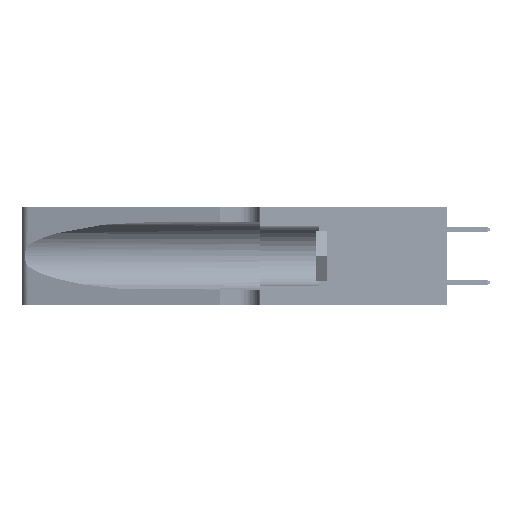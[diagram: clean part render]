
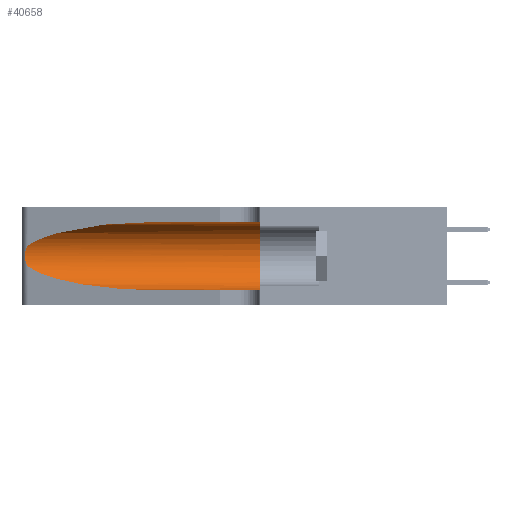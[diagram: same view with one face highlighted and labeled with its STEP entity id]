
A CAD part, left-side view. The second image highlights one B-rep face of the part: STEP entity #40658.
In plain terms, the highlighted cylindrical face has radius 3.308 mm (diameter 6.617 mm), a partial arc.
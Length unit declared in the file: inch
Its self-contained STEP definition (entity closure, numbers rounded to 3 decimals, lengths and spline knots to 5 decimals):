
#524 = DIRECTION ( 'NONE',  ( 0., 0., 1. ) ) ;
#976 = CARTESIAN_POINT ( 'NONE',  ( 0.26075, 1.23896, 0.178 ) ) ;
#3219 = CARTESIAN_POINT ( 'NONE',  ( 0.25487, 1.22718, 0.22369 ) ) ;
#3902 = EDGE_CURVE ( 'NONE', #17201, #35282, #43691, .T. ) ;
#4311 = DIRECTION ( 'NONE',  ( 0., 0., -1. ) ) ;
#5194 = CARTESIAN_POINT ( 'NONE',  ( 0.25856, 1.23593, 0.16098 ) ) ;
#6068 = DIRECTION ( 'NONE',  ( 0., -1., 0. ) ) ;
#8280 = CIRCLE ( 'NONE', #30151, 0.13025 ) ;
#8330 = DIRECTION ( 'NONE',  ( 0., -1., 0. ) ) ;
#9038 = CARTESIAN_POINT ( 'NONE',  ( 0.1305, 0.72297, 0.31525 ) ) ;
#9391 = CARTESIAN_POINT ( 'NONE',  ( 0.25639, 1.23186, 0.15144 ) ) ;
#9691 = VERTEX_POINT ( 'NONE', #28487 ) ;
#10148 = EDGE_CURVE ( 'NONE', #22469, #11996, #40938, .T. ) ;
#10476 =( BOUNDED_CURVE ( )  B_SPLINE_CURVE ( 3, ( #53715, #24539, #16259, #45518 ),
 .UNSPECIFIED., .F., .F. ) 
 B_SPLINE_CURVE_WITH_KNOTS ( ( 4, 4 ),
 ( 3.44316, 4.71239 ),
 .UNSPECIFIED. ) 
 CURVE ( )  GEOMETRIC_REPRESENTATION_ITEM ( )  RATIONAL_B_SPLINE_CURVE ( ( 1., 0.87, 0.87, 1. ) ) 
 REPRESENTATION_ITEM ( '' )  );
#10952 = VERTEX_POINT ( 'NONE', #16070 ) ;
#11996 = VERTEX_POINT ( 'NONE', #33481 ) ;
#13234 = CARTESIAN_POINT ( 'NONE',  ( 0.25487, 1.22718, 0.22369 ) ) ;
#13585 = CARTESIAN_POINT ( 'NONE',  ( 0.25487, 1.22718, 0.14631 ) ) ;
#14920 = CARTESIAN_POINT ( 'NONE',  ( 0.1305, 0.72297, 0.31525 ) ) ;
#16070 = CARTESIAN_POINT ( 'NONE',  ( 0.25487, 1.22718, 0.14631 ) ) ;
#16259 = CARTESIAN_POINT ( 'NONE',  ( 0.18966, 0.96281, 0.05475 ) ) ;
#17201 = VERTEX_POINT ( 'NONE', #14920 ) ;
#17204 = CARTESIAN_POINT ( 'NONE',  ( 0.1305, 0.72297, 0.05475 ) ) ;
#17266 = VECTOR ( 'NONE', #8330, 39.37008 ) ;
#17680 = CARTESIAN_POINT ( 'NONE',  ( 0.25639, 1.23184, 0.21858 ) ) ;
#19403 = CYLINDRICAL_SURFACE ( 'NONE', #34720, 0.13025 ) ;
#20258 = B_SPLINE_CURVE_WITH_KNOTS ( 'NONE', 3,
 ( #34345, #30136, #17680, #46907, #21916, #51111, #26118, #976, #30315, #5194, #34526, #9391, #38727, #13585 ),
 .UNSPECIFIED., .F., .F.,
 ( 4, 2, 2, 2, 2, 2, 4 ),
 ( 0., 0.00027, 0.00053, 0.00107, 0.0016, 0.00187, 0.00214 ),
 .UNSPECIFIED. ) ;
#21916 = CARTESIAN_POINT ( 'NONE',  ( 0.25854, 1.2359, 0.20912 ) ) ;
#22469 = VERTEX_POINT ( 'NONE', #17204 ) ;
#22959 = EDGE_CURVE ( 'NONE', #17201, #9691, #29730, .T. ) ;
#24539 = CARTESIAN_POINT ( 'NONE',  ( 0.2373, 1.15595, 0.08982 ) ) ;
#25258 = DIRECTION ( 'NONE',  ( 0., -1., 0. ) ) ;
#25665 = DIRECTION ( 'NONE',  ( 0., 1., 0. ) ) ;
#26118 = CARTESIAN_POINT ( 'NONE',  ( 0.26075, 1.23896, 0.19203 ) ) ;
#28487 = CARTESIAN_POINT ( 'NONE',  ( 0.1305, 0.35, 0.31525 ) ) ;
#29471 = CARTESIAN_POINT ( 'NONE',  ( 0.1305, 1.61858, 0.185 ) ) ;
#29730 = LINE ( 'NONE', #46040, #17266 ) ;
#30136 = CARTESIAN_POINT ( 'NONE',  ( 0.25555, 1.22994, 0.2215 ) ) ;
#30151 = AXIS2_PLACEMENT_3D ( 'NONE', #50677, #25665, #524 ) ;
#30315 = CARTESIAN_POINT ( 'NONE',  ( 0.26017, 1.23833, 0.17102 ) ) ;
#32837 = ORIENTED_EDGE ( 'NONE', *, *, #52303, .F. ) ;
#33481 = CARTESIAN_POINT ( 'NONE',  ( 0.1305, 0.35, 0.05475 ) ) ;
#34178 = CARTESIAN_POINT ( 'NONE',  ( 0.18966, 0.96281, 0.31525 ) ) ;
#34345 = CARTESIAN_POINT ( 'NONE',  ( 0.25487, 1.22718, 0.22369 ) ) ;
#34526 = CARTESIAN_POINT ( 'NONE',  ( 0.25789, 1.23486, 0.15765 ) ) ;
#34720 = AXIS2_PLACEMENT_3D ( 'NONE', #29471, #25258, #4311 ) ;
#35282 = VERTEX_POINT ( 'NONE', #3219 ) ;
#35697 = ORIENTED_EDGE ( 'NONE', *, *, #10148, .T. ) ;
#37882 = ORIENTED_EDGE ( 'NONE', *, *, #46725, .T. ) ;
#38376 = CARTESIAN_POINT ( 'NONE',  ( 0.2373, 1.15595, 0.28018 ) ) ;
#38727 = CARTESIAN_POINT ( 'NONE',  ( 0.25555, 1.22993, 0.14849 ) ) ;
#39646 = VECTOR ( 'NONE', #6068, 39.37008 ) ;
#40658 = ADVANCED_FACE ( 'NONE', ( #52706 ), #19403, .F. ) ;
#40938 = LINE ( 'NONE', #43579, #39646 ) ;
#41827 = ORIENTED_EDGE ( 'NONE', *, *, #47911, .T. ) ;
#43579 = CARTESIAN_POINT ( 'NONE',  ( 0.1305, 1.61858, 0.05475 ) ) ;
#43691 =( BOUNDED_CURVE ( )  B_SPLINE_CURVE ( 3, ( #9038, #34178, #38376, #13234 ),
 .UNSPECIFIED., .F., .T. ) 
 B_SPLINE_CURVE_WITH_KNOTS ( ( 4, 4 ),
 ( 1.5708, 2.84003 ),
 .UNSPECIFIED. ) 
 CURVE ( )  GEOMETRIC_REPRESENTATION_ITEM ( )  RATIONAL_B_SPLINE_CURVE ( ( 1., 0.87, 0.87, 1. ) ) 
 REPRESENTATION_ITEM ( '' )  );
#45518 = CARTESIAN_POINT ( 'NONE',  ( 0.1305, 0.72297, 0.05475 ) ) ;
#46040 = CARTESIAN_POINT ( 'NONE',  ( 0.1305, 1.61858, 0.31525 ) ) ;
#46311 = ORIENTED_EDGE ( 'NONE', *, *, #22959, .F. ) ;
#46725 = EDGE_CURVE ( 'NONE', #35282, #10952, #20258, .T. ) ;
#46907 = CARTESIAN_POINT ( 'NONE',  ( 0.25787, 1.23484, 0.2124 ) ) ;
#47911 = EDGE_CURVE ( 'NONE', #10952, #22469, #10476, .T. ) ;
#48738 = ORIENTED_EDGE ( 'NONE', *, *, #3902, .T. ) ;
#50677 = CARTESIAN_POINT ( 'NONE',  ( 0.1305, 0.35, 0.185 ) ) ;
#51111 = CARTESIAN_POINT ( 'NONE',  ( 0.26018, 1.23835, 0.19895 ) ) ;
#52303 = EDGE_CURVE ( 'NONE', #9691, #11996, #8280, .T. ) ;
#52500 = EDGE_LOOP ( 'NONE', ( #48738, #37882, #41827, #35697, #32837, #46311 ) ) ;
#52706 = FACE_OUTER_BOUND ( 'NONE', #52500, .T. ) ;
#53715 = CARTESIAN_POINT ( 'NONE',  ( 0.25487, 1.22718, 0.14631 ) ) ;
